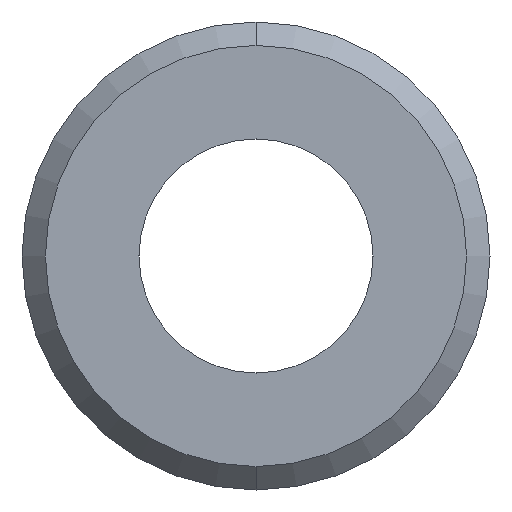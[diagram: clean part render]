
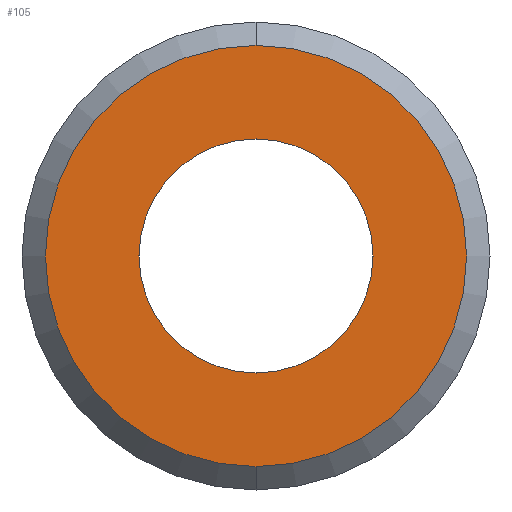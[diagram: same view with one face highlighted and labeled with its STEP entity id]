
A CAD part, front view. The second image highlights one B-rep face of the part: STEP entity #105.
In plain terms, the highlighted planar face has unit normal (0, -1, 0).
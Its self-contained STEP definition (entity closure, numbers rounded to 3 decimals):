
#12 = EDGE_CURVE ( 'NONE', #13, #14, #302, .T. ) ;
#13 = VERTEX_POINT ( 'NONE', #297 ) ;
#14 = VERTEX_POINT ( 'NONE', #296 ) ;
#57 = ORIENTED_EDGE ( 'NONE', *, *, #58, .F. ) ;
#58 = EDGE_CURVE ( 'NONE', #82, #79, #280, .T. ) ;
#59 = ORIENTED_EDGE ( 'NONE', *, *, #81, .F. ) ;
#60 = EDGE_LOOP ( 'NONE', ( #61, #63 ) ) ;
#61 = ORIENTED_EDGE ( 'NONE', *, *, #62, .T. ) ;
#62 = EDGE_CURVE ( 'NONE', #14, #13, #271, .T. ) ;
#63 = ORIENTED_EDGE ( 'NONE', *, *, #12, .T. ) ;
#79 = VERTEX_POINT ( 'NONE', #237 ) ;
#81 = EDGE_CURVE ( 'NONE', #79, #82, #236, .T. ) ;
#82 = VERTEX_POINT ( 'NONE', #231 ) ;
#105 = ADVANCED_FACE ( 'NONE', ( #565, #564 ), #563, .T. ) ;
#106 = EDGE_LOOP ( 'NONE', ( #57, #59 ) ) ;
#231 = CARTESIAN_POINT ( 'NONE',  ( 0., 0., -1. ) ) ;
#232 = DIRECTION ( 'NONE',  ( 0., 0., -1. ) ) ;
#233 = DIRECTION ( 'NONE',  ( 0., -1., 0. ) ) ;
#234 = CARTESIAN_POINT ( 'NONE',  ( 0., 0., 0. ) ) ;
#235 = AXIS2_PLACEMENT_3D ( 'NONE', #234, #233, #232 ) ;
#236 = CIRCLE ( 'NONE', #235, 1. ) ;
#237 = CARTESIAN_POINT ( 'NONE',  ( 0., 0., 1. ) ) ;
#267 = DIRECTION ( 'NONE',  ( 0., 0., -1. ) ) ;
#268 = DIRECTION ( 'NONE',  ( 0., -1., 0. ) ) ;
#269 = CARTESIAN_POINT ( 'NONE',  ( 0., 0., 0. ) ) ;
#270 = AXIS2_PLACEMENT_3D ( 'NONE', #269, #268, #267 ) ;
#271 = CIRCLE ( 'NONE', #270, 1.8 ) ;
#272 = DIRECTION ( 'NONE',  ( 0., 0., -1. ) ) ;
#273 = DIRECTION ( 'NONE',  ( 0., -1., 0. ) ) ;
#274 = CARTESIAN_POINT ( 'NONE',  ( 0., 0., 0. ) ) ;
#275 = AXIS2_PLACEMENT_3D ( 'NONE', #274, #273, #272 ) ;
#280 = CIRCLE ( 'NONE', #275, 1. ) ;
#296 = CARTESIAN_POINT ( 'NONE',  ( 0., 0., 1.8 ) ) ;
#297 = CARTESIAN_POINT ( 'NONE',  ( 0., 0., -1.8 ) ) ;
#298 = DIRECTION ( 'NONE',  ( 0., 0., -1. ) ) ;
#299 = DIRECTION ( 'NONE',  ( 0., -1., 0. ) ) ;
#300 = CARTESIAN_POINT ( 'NONE',  ( 0., 0., 0. ) ) ;
#301 = AXIS2_PLACEMENT_3D ( 'NONE', #300, #299, #298 ) ;
#302 = CIRCLE ( 'NONE', #301, 1.8 ) ;
#560 = DIRECTION ( 'NONE',  ( 0., -1., 0. ) ) ;
#561 = CARTESIAN_POINT ( 'NONE',  ( 1.8, 0., 0. ) ) ;
#562 = AXIS2_PLACEMENT_3D ( 'NONE', #561, #560, #593 ) ;
#563 = PLANE ( 'NONE',  #562 ) ;
#564 = FACE_OUTER_BOUND ( 'NONE', #60, .T. ) ;
#565 = FACE_BOUND ( 'NONE', #106, .T. ) ;
#593 = DIRECTION ( 'NONE',  ( 0., 0., -1. ) ) ;
